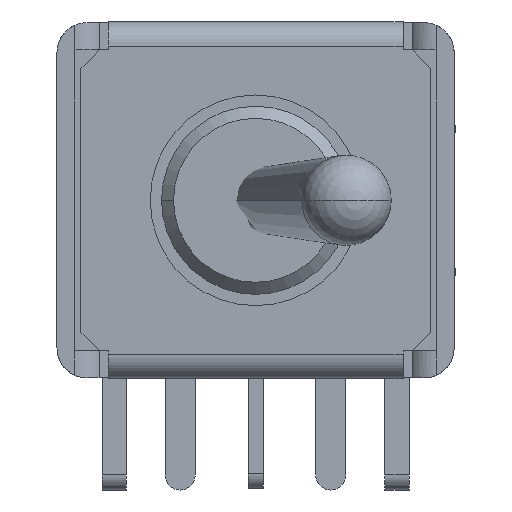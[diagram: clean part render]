
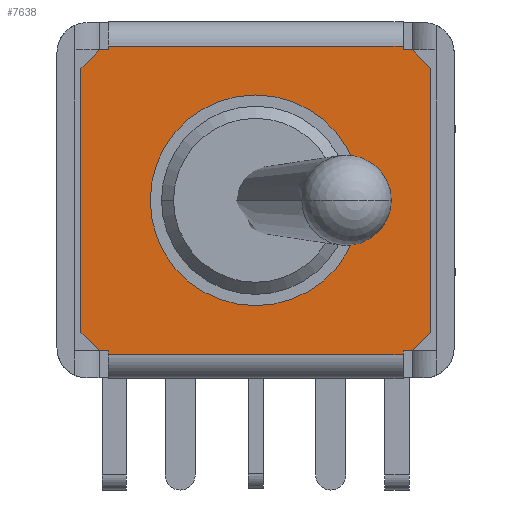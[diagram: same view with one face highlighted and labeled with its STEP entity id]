
A CAD part, front view. The second image highlights one B-rep face of the part: STEP entity #7638.
In plain terms, the highlighted planar face has unit normal (0, -1, 0).
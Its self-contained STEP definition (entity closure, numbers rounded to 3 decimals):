
#1036=DIRECTION('',(-1.,0.,0.));
#1037=VECTOR('',#1036,9.8);
#1038=CARTESIAN_POINT('',(4.9,-0.013,2.625));
#1039=LINE('',#1038,#1037);
#1113=DIRECTION('',(1.,0.,0.));
#1114=VECTOR('',#1113,9.8);
#1115=CARTESIAN_POINT('',(-4.9,-0.013,-7.625));
#1116=LINE('',#1115,#1114);
#2527=DIRECTION('',(0.,0.,-1.));
#2528=VECTOR('',#2527,0.13);
#2529=CARTESIAN_POINT('',(-4.9,-0.013,-7.495));
#2530=LINE('',#2529,#2528);
#2539=DIRECTION('',(0.,0.,-1.));
#2540=VECTOR('',#2539,0.13);
#2541=CARTESIAN_POINT('',(4.9,-0.013,-7.495));
#2542=LINE('',#2541,#2540);
#2543=DIRECTION('',(-1.,0.,0.));
#2544=VECTOR('',#2543,0.3);
#2545=CARTESIAN_POINT('',(-4.9,-0.013,-7.495));
#2546=LINE('',#2545,#2544);
#2547=DIRECTION('',(-0.707,0.,0.707));
#2548=VECTOR('',#2547,0.849);
#2549=CARTESIAN_POINT('',(-5.2,-0.013,-7.495));
#2550=LINE('',#2549,#2548);
#2551=DIRECTION('',(0.,0.,1.));
#2552=VECTOR('',#2551,8.79);
#2553=CARTESIAN_POINT('',(-5.8,-0.013,-6.895));
#2554=LINE('',#2553,#2552);
#2555=DIRECTION('',(0.707,0.,0.707));
#2556=VECTOR('',#2555,0.849);
#2557=CARTESIAN_POINT('',(-5.8,-0.013,1.895));
#2558=LINE('',#2557,#2556);
#2559=DIRECTION('',(0.,0.,1.));
#2560=VECTOR('',#2559,0.13);
#2561=CARTESIAN_POINT('',(-4.9,-0.013,2.495));
#2562=LINE('',#2561,#2560);
#2563=DIRECTION('',(1.,0.,0.));
#2564=VECTOR('',#2563,0.3);
#2565=CARTESIAN_POINT('',(4.9,-0.013,2.495));
#2566=LINE('',#2565,#2564);
#2567=DIRECTION('',(0.707,0.,-0.707));
#2568=VECTOR('',#2567,0.849);
#2569=CARTESIAN_POINT('',(5.2,-0.013,2.495));
#2570=LINE('',#2569,#2568);
#2571=DIRECTION('',(-0.707,0.,-0.707));
#2572=VECTOR('',#2571,0.849);
#2573=CARTESIAN_POINT('',(5.8,-0.013,-6.895));
#2574=LINE('',#2573,#2572);
#2575=DIRECTION('',(1.,0.,0.));
#2576=VECTOR('',#2575,0.3);
#2577=CARTESIAN_POINT('',(4.9,-0.013,-7.495));
#2578=LINE('',#2577,#2576);
#2595=DIRECTION('',(0.,0.,1.));
#2596=VECTOR('',#2595,8.79);
#2597=CARTESIAN_POINT('',(5.8,-0.013,-6.895));
#2598=LINE('',#2597,#2596);
#2631=DIRECTION('',(0.,0.,1.));
#2632=VECTOR('',#2631,0.13);
#2633=CARTESIAN_POINT('',(4.9,-0.013,2.495));
#2634=LINE('',#2633,#2632);
#2659=DIRECTION('',(-1.,0.,0.));
#2660=VECTOR('',#2659,0.3);
#2661=CARTESIAN_POINT('',(-4.9,-0.013,2.495));
#2662=LINE('',#2661,#2660);
#4261=CARTESIAN_POINT('',(-4.9,-0.013,2.625));
#4262=VERTEX_POINT('',#4261);
#4267=CARTESIAN_POINT('',(4.9,-0.013,2.625));
#4268=VERTEX_POINT('',#4267);
#4303=CARTESIAN_POINT('',(4.9,-0.013,-7.625));
#4304=VERTEX_POINT('',#4303);
#4305=CARTESIAN_POINT('',(4.9,-0.013,-7.495));
#4306=VERTEX_POINT('',#4305);
#4315=CARTESIAN_POINT('',(-4.9,-0.013,-7.625));
#4316=VERTEX_POINT('',#4315);
#4610=CARTESIAN_POINT('',(-4.9,-0.013,-7.495));
#4611=VERTEX_POINT('',#4610);
#4612=CARTESIAN_POINT('',(-5.2,-0.013,-7.495));
#4613=VERTEX_POINT('',#4612);
#4614=CARTESIAN_POINT('',(5.2,-0.013,-7.495));
#4615=VERTEX_POINT('',#4614);
#4616=CARTESIAN_POINT('',(-5.8,-0.013,-6.895));
#4617=VERTEX_POINT('',#4616);
#4618=CARTESIAN_POINT('',(-5.8,-0.013,1.895));
#4619=VERTEX_POINT('',#4618);
#4620=CARTESIAN_POINT('',(-5.2,-0.013,2.495));
#4621=VERTEX_POINT('',#4620);
#4622=CARTESIAN_POINT('',(-4.9,-0.013,2.495));
#4623=VERTEX_POINT('',#4622);
#4624=CARTESIAN_POINT('',(4.9,-0.013,2.495));
#4625=VERTEX_POINT('',#4624);
#4626=CARTESIAN_POINT('',(5.2,-0.013,2.495));
#4627=VERTEX_POINT('',#4626);
#4628=CARTESIAN_POINT('',(5.8,-0.013,1.895));
#4629=VERTEX_POINT('',#4628);
#4630=CARTESIAN_POINT('',(5.8,-0.013,-6.895));
#4631=VERTEX_POINT('',#4630);
#7604=CARTESIAN_POINT('',(-5.8,-0.013,3.425));
#7605=DIRECTION('',(0.,-1.,0.));
#7606=DIRECTION('',(0.,0.,-1.));
#7607=AXIS2_PLACEMENT_3D('',#7604,#7605,#7606);
#7608=PLANE('',#7607);
#7610=ORIENTED_EDGE('',*,*,#7609,.F.);
#7611=ORIENTED_EDGE('',*,*,#5922,.T.);
#7612=ORIENTED_EDGE('',*,*,#5962,.F.);
#7613=ORIENTED_EDGE('',*,*,#7584,.F.);
#7614=ORIENTED_EDGE('',*,*,#7594,.T.);
#7616=ORIENTED_EDGE('',*,*,#7615,.T.);
#7618=ORIENTED_EDGE('',*,*,#7617,.T.);
#7620=ORIENTED_EDGE('',*,*,#7619,.T.);
#7622=ORIENTED_EDGE('',*,*,#7621,.F.);
#7624=ORIENTED_EDGE('',*,*,#7623,.T.);
#7625=ORIENTED_EDGE('',*,*,#5887,.F.);
#7627=ORIENTED_EDGE('',*,*,#7626,.F.);
#7629=ORIENTED_EDGE('',*,*,#7628,.T.);
#7631=ORIENTED_EDGE('',*,*,#7630,.T.);
#7633=ORIENTED_EDGE('',*,*,#7632,.F.);
#7635=ORIENTED_EDGE('',*,*,#7634,.T.);
#7636=EDGE_LOOP('',(#7610,#7611,#7612,#7613,#7614,#7616,#7618,#7620,#7622,#7624,
#7625,#7627,#7629,#7631,#7633,#7635));
#7637=FACE_OUTER_BOUND('',#7636,.F.);
#7638=ADVANCED_FACE('',(#7637),#7608,.T.);
#5887=EDGE_CURVE('',#4268,#4262,#1039,.T.);
#5922=EDGE_CURVE('',#4306,#4304,#2542,.T.);
#5962=EDGE_CURVE('',#4316,#4304,#1116,.T.);
#7584=EDGE_CURVE('',#4611,#4316,#2530,.T.);
#7594=EDGE_CURVE('',#4611,#4613,#2546,.T.);
#7609=EDGE_CURVE('',#4306,#4615,#2578,.T.);
#7615=EDGE_CURVE('',#4613,#4617,#2550,.T.);
#7617=EDGE_CURVE('',#4617,#4619,#2554,.T.);
#7619=EDGE_CURVE('',#4619,#4621,#2558,.T.);
#7621=EDGE_CURVE('',#4623,#4621,#2662,.T.);
#7623=EDGE_CURVE('',#4623,#4262,#2562,.T.);
#7626=EDGE_CURVE('',#4625,#4268,#2634,.T.);
#7628=EDGE_CURVE('',#4625,#4627,#2566,.T.);
#7630=EDGE_CURVE('',#4627,#4629,#2570,.T.);
#7632=EDGE_CURVE('',#4631,#4629,#2598,.T.);
#7634=EDGE_CURVE('',#4631,#4615,#2574,.T.);
